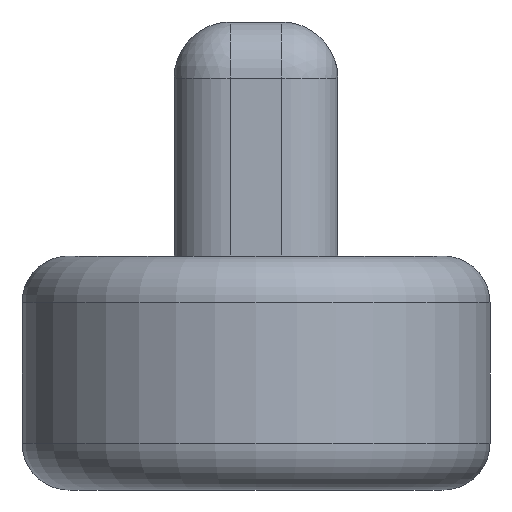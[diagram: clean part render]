
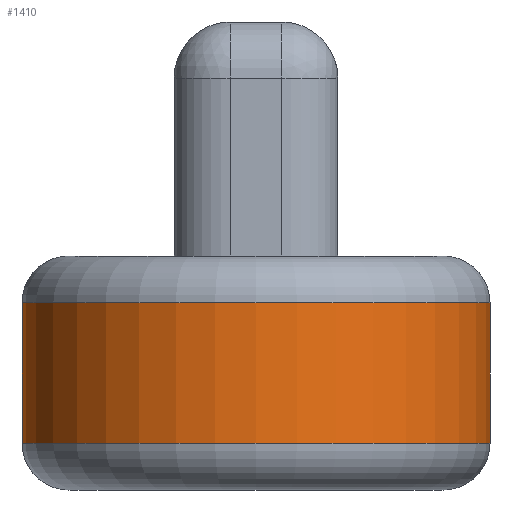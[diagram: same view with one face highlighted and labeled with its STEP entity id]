
A CAD part, front view. The second image highlights one B-rep face of the part: STEP entity #1410.
In plain terms, the highlighted cylindrical face has radius 5 mm (diameter 10 mm), a partial arc.
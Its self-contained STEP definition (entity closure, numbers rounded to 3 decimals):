
#49 = TOROIDAL_SURFACE('',#50,4.,1.);
#50 = AXIS2_PLACEMENT_3D('',#51,#52,#53);
#51 = CARTESIAN_POINT('',(-47.625,-47.625,0.5));
#52 = DIRECTION('',(0.,0.,-1.));
#53 = DIRECTION('',(1.,0.,0.));
#534 = VERTEX_POINT('',#535);
#535 = CARTESIAN_POINT('',(-42.625,-47.625,0.5));
#559 = VERTEX_POINT('',#560);
#560 = CARTESIAN_POINT('',(-52.625,-47.625,0.5));
#582 = EDGE_CURVE('',#534,#559,#583,.T.);
#583 = SURFACE_CURVE('',#584,(#589,#596),.PCURVE_S1.);
#584 = CIRCLE('',#585,5.);
#585 = AXIS2_PLACEMENT_3D('',#586,#587,#588);
#586 = CARTESIAN_POINT('',(-47.625,-47.625,0.5));
#587 = DIRECTION('',(0.,0.,-1.));
#588 = DIRECTION('',(1.,0.,0.));
#589 = PCURVE('',#49,#590);
#590 = DEFINITIONAL_REPRESENTATION('',(#591),#595);
#591 = LINE('',#592,#593);
#592 = CARTESIAN_POINT('',(0.,6.283));
#593 = VECTOR('',#594,1.);
#594 = DIRECTION('',(1.,0.));
#595 = ( GEOMETRIC_REPRESENTATION_CONTEXT(2) 
PARAMETRIC_REPRESENTATION_CONTEXT() REPRESENTATION_CONTEXT('2D SPACE',''
  ) );
#596 = PCURVE('',#597,#602);
#597 = CYLINDRICAL_SURFACE('',#598,5.);
#598 = AXIS2_PLACEMENT_3D('',#599,#600,#601);
#599 = CARTESIAN_POINT('',(-47.625,-47.625,-3.5));
#600 = DIRECTION('',(0.,0.,-1.));
#601 = DIRECTION('',(-1.,0.,0.));
#602 = DEFINITIONAL_REPRESENTATION('',(#603),#607);
#603 = LINE('',#604,#605);
#604 = CARTESIAN_POINT('',(3.142,-4.));
#605 = VECTOR('',#606,1.);
#606 = DIRECTION('',(1.,0.));
#607 = ( GEOMETRIC_REPRESENTATION_CONTEXT(2) 
PARAMETRIC_REPRESENTATION_CONTEXT() REPRESENTATION_CONTEXT('2D SPACE',''
  ) );
#650 = PLANE('',#651);
#651 = AXIS2_PLACEMENT_3D('',#652,#653,#654);
#652 = CARTESIAN_POINT('',(-42.625,47.625,-3.5));
#653 = DIRECTION('',(-1.,-0.,-0.));
#654 = DIRECTION('',(0.,1.,0.));
#684 = PLANE('',#685);
#685 = AXIS2_PLACEMENT_3D('',#686,#687,#688);
#686 = CARTESIAN_POINT('',(-52.625,47.625,-3.5));
#687 = DIRECTION('',(-1.,-0.,-0.));
#688 = DIRECTION('',(0.,1.,0.));
#1410 = ADVANCED_FACE('',(#1411),#597,.T.);
#1411 = FACE_BOUND('',#1412,.T.);
#1412 = EDGE_LOOP('',(#1413,#1436,#1437,#1460));
#1413 = ORIENTED_EDGE('',*,*,#1414,.T.);
#1414 = EDGE_CURVE('',#1415,#534,#1417,.T.);
#1415 = VERTEX_POINT('',#1416);
#1416 = CARTESIAN_POINT('',(-42.625,-47.625,-2.5));
#1417 = SURFACE_CURVE('',#1418,(#1422,#1429),.PCURVE_S1.);
#1418 = LINE('',#1419,#1420);
#1419 = CARTESIAN_POINT('',(-42.625,-47.625,-3.5));
#1420 = VECTOR('',#1421,1.);
#1421 = DIRECTION('',(0.,0.,1.));
#1422 = PCURVE('',#597,#1423);
#1423 = DEFINITIONAL_REPRESENTATION('',(#1424),#1428);
#1424 = LINE('',#1425,#1426);
#1425 = CARTESIAN_POINT('',(3.142,0.));
#1426 = VECTOR('',#1427,1.);
#1427 = DIRECTION('',(0.,-1.));
#1428 = ( GEOMETRIC_REPRESENTATION_CONTEXT(2) 
PARAMETRIC_REPRESENTATION_CONTEXT() REPRESENTATION_CONTEXT('2D SPACE',''
  ) );
#1429 = PCURVE('',#650,#1430);
#1430 = DEFINITIONAL_REPRESENTATION('',(#1431),#1435);
#1431 = LINE('',#1432,#1433);
#1432 = CARTESIAN_POINT('',(-95.25,0.));
#1433 = VECTOR('',#1434,1.);
#1434 = DIRECTION('',(-0.,-1.));
#1435 = ( GEOMETRIC_REPRESENTATION_CONTEXT(2) 
PARAMETRIC_REPRESENTATION_CONTEXT() REPRESENTATION_CONTEXT('2D SPACE',''
  ) );
#1436 = ORIENTED_EDGE('',*,*,#582,.T.);
#1437 = ORIENTED_EDGE('',*,*,#1438,.F.);
#1438 = EDGE_CURVE('',#1439,#559,#1441,.T.);
#1439 = VERTEX_POINT('',#1440);
#1440 = CARTESIAN_POINT('',(-52.625,-47.625,-2.5));
#1441 = SURFACE_CURVE('',#1442,(#1446,#1453),.PCURVE_S1.);
#1442 = LINE('',#1443,#1444);
#1443 = CARTESIAN_POINT('',(-52.625,-47.625,-3.5));
#1444 = VECTOR('',#1445,1.);
#1445 = DIRECTION('',(0.,0.,1.));
#1446 = PCURVE('',#597,#1447);
#1447 = DEFINITIONAL_REPRESENTATION('',(#1448),#1452);
#1448 = LINE('',#1449,#1450);
#1449 = CARTESIAN_POINT('',(6.283,0.));
#1450 = VECTOR('',#1451,1.);
#1451 = DIRECTION('',(0.,-1.));
#1452 = ( GEOMETRIC_REPRESENTATION_CONTEXT(2) 
PARAMETRIC_REPRESENTATION_CONTEXT() REPRESENTATION_CONTEXT('2D SPACE',''
  ) );
#1453 = PCURVE('',#684,#1454);
#1454 = DEFINITIONAL_REPRESENTATION('',(#1455),#1459);
#1455 = LINE('',#1456,#1457);
#1456 = CARTESIAN_POINT('',(-95.25,0.));
#1457 = VECTOR('',#1458,1.);
#1458 = DIRECTION('',(-0.,-1.));
#1459 = ( GEOMETRIC_REPRESENTATION_CONTEXT(2) 
PARAMETRIC_REPRESENTATION_CONTEXT() REPRESENTATION_CONTEXT('2D SPACE',''
  ) );
#1460 = ORIENTED_EDGE('',*,*,#1461,.F.);
#1461 = EDGE_CURVE('',#1415,#1439,#1462,.T.);
#1462 = SURFACE_CURVE('',#1463,(#1468,#1475),.PCURVE_S1.);
#1463 = CIRCLE('',#1464,5.);
#1464 = AXIS2_PLACEMENT_3D('',#1465,#1466,#1467);
#1465 = CARTESIAN_POINT('',(-47.625,-47.625,-2.5));
#1466 = DIRECTION('',(0.,0.,-1.));
#1467 = DIRECTION('',(1.,0.,0.));
#1468 = PCURVE('',#597,#1469);
#1469 = DEFINITIONAL_REPRESENTATION('',(#1470),#1474);
#1470 = LINE('',#1471,#1472);
#1471 = CARTESIAN_POINT('',(3.142,-1.));
#1472 = VECTOR('',#1473,1.);
#1473 = DIRECTION('',(1.,0.));
#1474 = ( GEOMETRIC_REPRESENTATION_CONTEXT(2) 
PARAMETRIC_REPRESENTATION_CONTEXT() REPRESENTATION_CONTEXT('2D SPACE',''
  ) );
#1475 = PCURVE('',#1476,#1481);
#1476 = TOROIDAL_SURFACE('',#1477,4.,1.);
#1477 = AXIS2_PLACEMENT_3D('',#1478,#1479,#1480);
#1478 = CARTESIAN_POINT('',(-47.625,-47.625,-2.5));
#1479 = DIRECTION('',(0.,0.,-1.));
#1480 = DIRECTION('',(1.,0.,0.));
#1481 = DEFINITIONAL_REPRESENTATION('',(#1482),#1486);
#1482 = LINE('',#1483,#1484);
#1483 = CARTESIAN_POINT('',(0.,0.));
#1484 = VECTOR('',#1485,1.);
#1485 = DIRECTION('',(1.,0.));
#1486 = ( GEOMETRIC_REPRESENTATION_CONTEXT(2) 
PARAMETRIC_REPRESENTATION_CONTEXT() REPRESENTATION_CONTEXT('2D SPACE',''
  ) );
